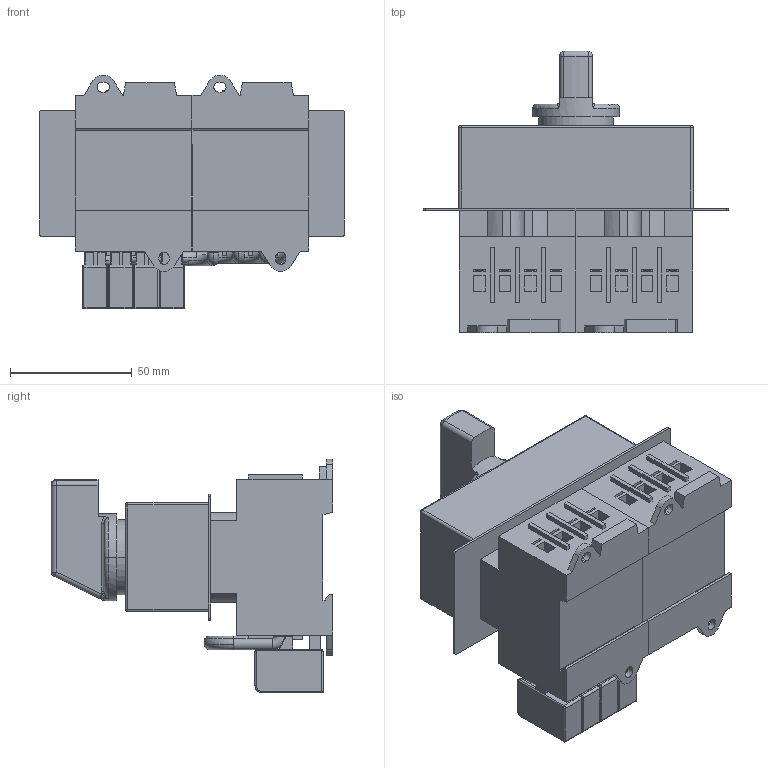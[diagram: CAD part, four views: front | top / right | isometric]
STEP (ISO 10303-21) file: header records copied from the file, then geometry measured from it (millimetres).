
FILE_DESCRIPTION((''),'2;1');
FILE_NAME('004664200_LAS_20_3P_COP_ASM','2024-08-07T13:21:18',('klemen.sitar'),('Audax d.o.o.'),'CREO PARAMETRIC BY PTC INC, 2021304','CREO PARAMETRIC BY PTC INC, 2021304','');
FILE_SCHEMA(('AP242_MANAGED_MODEL_BASED_3D_ENGINEERING_MIM_LF { 1 0 10303 442 1 1 4 }'));
Products named in the file (11): DRAHTBGEL_UMSCHALT0001_1_1; G2_64X64_NUR_GRIFF_1_1; ABDECKUNG_SCHLITZVERTEILER_UM_1; ZUSATZKLEMME_LT_FR0001_1_1; LTS25_1_1; PRT9567_1_1; 64_SCREW_1_1_1_1; ZUSATZKLEMME_LT_FR0001_1_1_1; 64_SCREW_1_1_1_1_1; DRAHTBGEL_UMSCHALT0001_1_1_1; 004664200_LAS_20_3P_COP_ASM
Assembly tree (33 placements, depth 2):
  004664200_LAS_20_3P_COP_ASM
    DRAHTBGEL_UMSCHALT0001_1_1  x3
    G2_64X64_NUR_GRIFF_1_1
    ABDECKUNG_SCHLITZVERTEILER_UM_1
    ZUSATZKLEMME_LT_FR0001_1_1  x3
    LTS25_1_1  x2
    PRT9567_1_1
    64_SCREW_1_1_1_1  x19
    ZUSATZKLEMME_LT_FR0001_1_1_1
    64_SCREW_1_1_1_1_1
    DRAHTBGEL_UMSCHALT0001_1_1_1
Bounding box: 125.4 x 115.7 x 96.2 mm (x, y, z)
Volume: 463335.8 mm3; surface area: 108580 mm2
Topology: 33 solids, 33 shells, 1849 faces, 4916 edges, 3178 vertices
Faces by surface type: plane 875, cylinder 504, cone 172, torus 132, bspline 104, sphere 62
Entity records: 25098 total; most frequent: CARTESIAN_POINT 4797, DIRECTION 3038, ORIENTED_EDGE 2916, EDGE_CURVE 1458, PRESENTATION_STYLE_ASSIGNMENT 1231, STYLED_ITEM 1231, AXIS2_PLACEMENT_3D 1095, CURVE_STYLE 1069
